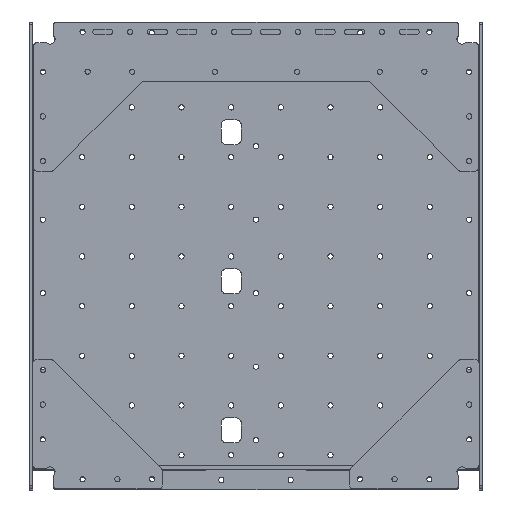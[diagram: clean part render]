
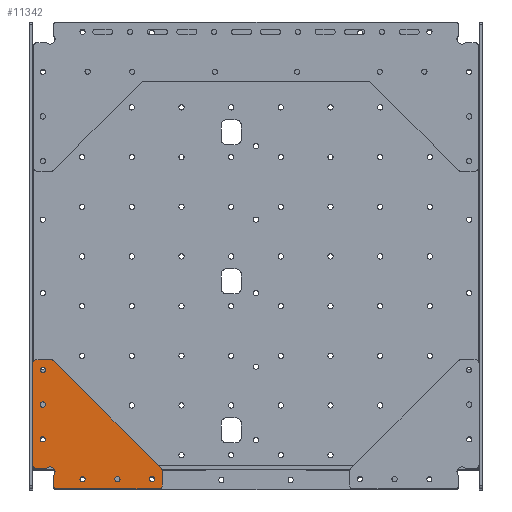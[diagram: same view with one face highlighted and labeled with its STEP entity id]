
A CAD part, top view. The second image highlights one B-rep face of the part: STEP entity #11342.
In plain terms, the highlighted planar face has unit normal (0, 0, 1).
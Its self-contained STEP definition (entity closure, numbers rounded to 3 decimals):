
#517=FACE_BOUND('',#2224,.T.);
#518=FACE_BOUND('',#2225,.T.);
#519=FACE_BOUND('',#2226,.T.);
#520=FACE_BOUND('',#2227,.T.);
#521=FACE_BOUND('',#2228,.T.);
#522=FACE_BOUND('',#2229,.T.);
#693=PLANE('',#12694);
#1231=FACE_OUTER_BOUND('',#2223,.T.);
#2223=EDGE_LOOP('',(#10416,#10417,#10418,#10419,#10420,#10421,#10422,#10423,
#10424,#10425,#10426,#10427,#10428,#10429,#10430,#10431));
#2224=EDGE_LOOP('',(#10432));
#2225=EDGE_LOOP('',(#10433));
#2226=EDGE_LOOP('',(#10434));
#2227=EDGE_LOOP('',(#10435));
#2228=EDGE_LOOP('',(#10436));
#2229=EDGE_LOOP('',(#10437));
#3042=LINE('',#19173,#3886);
#3051=LINE('',#19221,#3895);
#3054=LINE('',#19230,#3898);
#3059=LINE('',#19244,#3903);
#3064=LINE('',#19257,#3908);
#3072=LINE('',#19289,#3916);
#3073=LINE('',#19291,#3917);
#3886=VECTOR('',#15972,10.);
#3895=VECTOR('',#16017,10.);
#3898=VECTOR('',#16026,10.);
#3903=VECTOR('',#16041,10.);
#3908=VECTOR('',#16056,10.);
#3916=VECTOR('',#16098,10.);
#3917=VECTOR('',#16101,10.);
#4622=CIRCLE('',#12642,3.);
#4638=CIRCLE('',#12661,3.);
#4639=CIRCLE('',#12664,3.);
#4640=CIRCLE('',#12667,3.);
#4641=CIRCLE('',#12669,3.);
#4642=CIRCLE('',#12672,3.);
#4643=CIRCLE('',#12674,3.);
#4644=CIRCLE('',#12677,3.);
#4645=CIRCLE('',#12679,2.65);
#4646=CIRCLE('',#12681,2.65);
#4647=CIRCLE('',#12683,2.65);
#4648=CIRCLE('',#12685,2.65);
#4649=CIRCLE('',#12687,2.65);
#4650=CIRCLE('',#12689,2.65);
#4651=CIRCLE('',#12691,5.);
#5660=VERTEX_POINT('',#19160);
#5661=VERTEX_POINT('',#19161);
#5665=VERTEX_POINT('',#19171);
#5685=VERTEX_POINT('',#19215);
#5686=VERTEX_POINT('',#19219);
#5687=VERTEX_POINT('',#19223);
#5688=VERTEX_POINT('',#19224);
#5689=VERTEX_POINT('',#19229);
#5690=VERTEX_POINT('',#19233);
#5691=VERTEX_POINT('',#19237);
#5692=VERTEX_POINT('',#19238);
#5693=VERTEX_POINT('',#19243);
#5694=VERTEX_POINT('',#19247);
#5695=VERTEX_POINT('',#19251);
#5696=VERTEX_POINT('',#19255);
#5697=VERTEX_POINT('',#19259);
#5698=VERTEX_POINT('',#19263);
#5699=VERTEX_POINT('',#19267);
#5700=VERTEX_POINT('',#19271);
#5701=VERTEX_POINT('',#19275);
#5702=VERTEX_POINT('',#19279);
#5703=VERTEX_POINT('',#19283);
#7216=EDGE_CURVE('',#5660,#5661,#4622,.T.);
#7222=EDGE_CURVE('',#5660,#5665,#3042,.T.);
#7243=EDGE_CURVE('',#5685,#5665,#4638,.T.);
#7246=EDGE_CURVE('',#5685,#5686,#3051,.T.);
#7247=EDGE_CURVE('',#5687,#5688,#4639,.T.);
#7250=EDGE_CURVE('',#5689,#5688,#3054,.T.);
#7252=EDGE_CURVE('',#5689,#5690,#4640,.T.);
#7254=EDGE_CURVE('',#5691,#5692,#4641,.T.);
#7257=EDGE_CURVE('',#5693,#5692,#3059,.T.);
#7259=EDGE_CURVE('',#5693,#5694,#4642,.T.);
#7261=EDGE_CURVE('',#5695,#5686,#4643,.T.);
#7264=EDGE_CURVE('',#5695,#5696,#3064,.T.);
#7265=EDGE_CURVE('',#5697,#5696,#4644,.T.);
#7267=EDGE_CURVE('',#5698,#5698,#4645,.T.);
#7269=EDGE_CURVE('',#5699,#5699,#4646,.T.);
#7271=EDGE_CURVE('',#5700,#5700,#4647,.T.);
#7273=EDGE_CURVE('',#5701,#5701,#4648,.T.);
#7275=EDGE_CURVE('',#5702,#5702,#4649,.T.);
#7277=EDGE_CURVE('',#5703,#5703,#4650,.T.);
#7279=EDGE_CURVE('',#5691,#5690,#4651,.T.);
#7280=EDGE_CURVE('',#5697,#5694,#3072,.T.);
#7281=EDGE_CURVE('',#5687,#5661,#3073,.T.);
#10416=ORIENTED_EDGE('',*,*,#7216,.F.);
#10417=ORIENTED_EDGE('',*,*,#7222,.T.);
#10418=ORIENTED_EDGE('',*,*,#7243,.F.);
#10419=ORIENTED_EDGE('',*,*,#7246,.T.);
#10420=ORIENTED_EDGE('',*,*,#7261,.F.);
#10421=ORIENTED_EDGE('',*,*,#7264,.T.);
#10422=ORIENTED_EDGE('',*,*,#7265,.F.);
#10423=ORIENTED_EDGE('',*,*,#7280,.T.);
#10424=ORIENTED_EDGE('',*,*,#7259,.F.);
#10425=ORIENTED_EDGE('',*,*,#7257,.T.);
#10426=ORIENTED_EDGE('',*,*,#7254,.F.);
#10427=ORIENTED_EDGE('',*,*,#7279,.T.);
#10428=ORIENTED_EDGE('',*,*,#7252,.F.);
#10429=ORIENTED_EDGE('',*,*,#7250,.T.);
#10430=ORIENTED_EDGE('',*,*,#7247,.F.);
#10431=ORIENTED_EDGE('',*,*,#7281,.T.);
#10432=ORIENTED_EDGE('',*,*,#7277,.T.);
#10433=ORIENTED_EDGE('',*,*,#7275,.T.);
#10434=ORIENTED_EDGE('',*,*,#7273,.T.);
#10435=ORIENTED_EDGE('',*,*,#7271,.T.);
#10436=ORIENTED_EDGE('',*,*,#7269,.T.);
#10437=ORIENTED_EDGE('',*,*,#7267,.T.);
#11342=ADVANCED_FACE('',(#1231,#517,#518,#519,#520,#521,#522),#693,.T.);
#12642=AXIS2_PLACEMENT_3D('',#19162,#15962,#15963);
#12661=AXIS2_PLACEMENT_3D('',#19216,#16011,#16012);
#12664=AXIS2_PLACEMENT_3D('',#19225,#16020,#16021);
#12667=AXIS2_PLACEMENT_3D('',#19234,#16030,#16031);
#12669=AXIS2_PLACEMENT_3D('',#19239,#16035,#16036);
#12672=AXIS2_PLACEMENT_3D('',#19248,#16045,#16046);
#12674=AXIS2_PLACEMENT_3D('',#19252,#16050,#16051);
#12677=AXIS2_PLACEMENT_3D('',#19260,#16059,#16060);
#12679=AXIS2_PLACEMENT_3D('',#19264,#16064,#16065);
#12681=AXIS2_PLACEMENT_3D('',#19268,#16069,#16070);
#12683=AXIS2_PLACEMENT_3D('',#19272,#16074,#16075);
#12685=AXIS2_PLACEMENT_3D('',#19276,#16079,#16080);
#12687=AXIS2_PLACEMENT_3D('',#19280,#16084,#16085);
#12689=AXIS2_PLACEMENT_3D('',#19284,#16089,#16090);
#12691=AXIS2_PLACEMENT_3D('',#19287,#16094,#16095);
#12694=AXIS2_PLACEMENT_3D('',#19292,#16102,#16103);
#15962=DIRECTION('center_axis',(0.,0.,
-1.));
#15963=DIRECTION('ref_axis',(0.707,-0.707,0.));
#15972=DIRECTION('',(0.,1.,0.));
#16011=DIRECTION('center_axis',(0.,0.,
-1.));
#16012=DIRECTION('ref_axis',(0.924,0.383,0.));
#16017=DIRECTION('',(-0.707,0.707,0.));
#16020=DIRECTION('center_axis',(0.,0.,
-1.));
#16021=DIRECTION('ref_axis',(-0.707,-0.707,0.));
#16026=DIRECTION('',(0.,-1.,0.));
#16030=DIRECTION('center_axis',(0.,0.,
-1.));
#16031=DIRECTION('ref_axis',(-0.953,0.303,0.));
#16035=DIRECTION('center_axis',(0.,0.,
-1.));
#16036=DIRECTION('ref_axis',(0.303,-0.953,0.));
#16041=DIRECTION('',(1.,0.,0.));
#16045=DIRECTION('center_axis',(0.,0.,
-1.));
#16046=DIRECTION('ref_axis',(-0.707,-0.707,0.));
#16050=DIRECTION('center_axis',(0.,0.,
-1.));
#16051=DIRECTION('ref_axis',(0.383,0.924,0.));
#16056=DIRECTION('',(-1.,0.,0.));
#16059=DIRECTION('center_axis',(0.,0.,
-1.));
#16060=DIRECTION('ref_axis',(-0.707,0.707,0.));
#16064=DIRECTION('center_axis',(0.,0.,
-1.));
#16065=DIRECTION('ref_axis',(1.,0.,0.));
#16069=DIRECTION('center_axis',(0.,0.,
-1.));
#16070=DIRECTION('ref_axis',(1.,0.,0.));
#16074=DIRECTION('center_axis',(0.,0.,
-1.));
#16075=DIRECTION('ref_axis',(1.,0.,0.));
#16079=DIRECTION('center_axis',(0.,0.,
-1.));
#16080=DIRECTION('ref_axis',(1.,0.,0.));
#16084=DIRECTION('center_axis',(0.,0.,
-1.));
#16085=DIRECTION('ref_axis',(1.,0.,0.));
#16089=DIRECTION('center_axis',(0.,0.,
-1.));
#16090=DIRECTION('ref_axis',(1.,0.,0.));
#16094=DIRECTION('center_axis',(0.,0.,
-1.));
#16095=DIRECTION('ref_axis',(1.,0.,0.));
#16098=DIRECTION('',(0.,-1.,0.));
#16101=DIRECTION('',(1.,0.,0.));
#16102=DIRECTION('center_axis',(0.,0.,
1.));
#16103=DIRECTION('ref_axis',(1.,0.,0.));
#19160=CARTESIAN_POINT('',(130.,3.,582.175));
#19161=CARTESIAN_POINT('',(127.,0.,582.175));
#19162=CARTESIAN_POINT('Origin',(127.,3.,582.175));
#19171=CARTESIAN_POINT('',(130.,18.757,582.175));
#19173=CARTESIAN_POINT('',(130.,32.5,582.175));
#19215=CARTESIAN_POINT('',(129.121,20.879,582.175));
#19216=CARTESIAN_POINT('Origin',(127.,18.757,582.175));
#19219=CARTESIAN_POINT('',(20.879,129.121,582.175));
#19221=CARTESIAN_POINT('',(102.5,47.5,582.175));
#19223=CARTESIAN_POINT('',(23.75,0.,582.175));
#19224=CARTESIAN_POINT('',(20.75,3.,582.175));
#19225=CARTESIAN_POINT('Origin',(23.75,3.,582.175));
#19229=CARTESIAN_POINT('',(20.75,12.601,582.175));
#19230=CARTESIAN_POINT('',(20.75,39.339,582.175));
#19233=CARTESIAN_POINT('',(21.299,14.331,582.175));
#19234=CARTESIAN_POINT('Origin',(23.75,12.601,582.175));
#19237=CARTESIAN_POINT('',(14.331,21.299,582.175));
#19238=CARTESIAN_POINT('',(12.601,20.75,582.175));
#19239=CARTESIAN_POINT('Origin',(12.601,23.75,582.175));
#19243=CARTESIAN_POINT('',(3.,20.75,582.175));
#19244=CARTESIAN_POINT('',(32.5,20.75,582.175));
#19247=CARTESIAN_POINT('',(0.,23.75,582.175));
#19248=CARTESIAN_POINT('Origin',(3.,23.75,582.175));
#19251=CARTESIAN_POINT('',(18.757,130.,582.175));
#19252=CARTESIAN_POINT('Origin',(18.757,127.,582.175));
#19255=CARTESIAN_POINT('',(3.,130.,582.175));
#19257=CARTESIAN_POINT('',(42.5,130.,582.175));
#19259=CARTESIAN_POINT('',(0.,127.,582.175));
#19260=CARTESIAN_POINT('Origin',(3.,127.,582.175));
#19263=CARTESIAN_POINT('',(7.35,50.,582.175));
#19264=CARTESIAN_POINT('Origin',(10.,50.,582.175));
#19267=CARTESIAN_POINT('',(117.35,10.,582.175));
#19268=CARTESIAN_POINT('Origin',(120.,10.,582.175));
#19271=CARTESIAN_POINT('',(47.35,10.,582.175));
#19272=CARTESIAN_POINT('Origin',(50.,10.,582.175));
#19275=CARTESIAN_POINT('',(82.35,10.,582.175));
#19276=CARTESIAN_POINT('Origin',(85.,10.,582.175));
#19279=CARTESIAN_POINT('',(7.35,85.,582.175));
#19280=CARTESIAN_POINT('Origin',(10.,85.,582.175));
#19283=CARTESIAN_POINT('',(7.35,120.,582.175));
#19284=CARTESIAN_POINT('Origin',(10.,120.,582.175));
#19287=CARTESIAN_POINT('Origin',(17.214,17.214,582.175));
#19289=CARTESIAN_POINT('',(0.,97.5,582.175));
#19291=CARTESIAN_POINT('',(42.875,0.,582.175));
#19292=CARTESIAN_POINT('Origin',(65.,65.,582.175));
